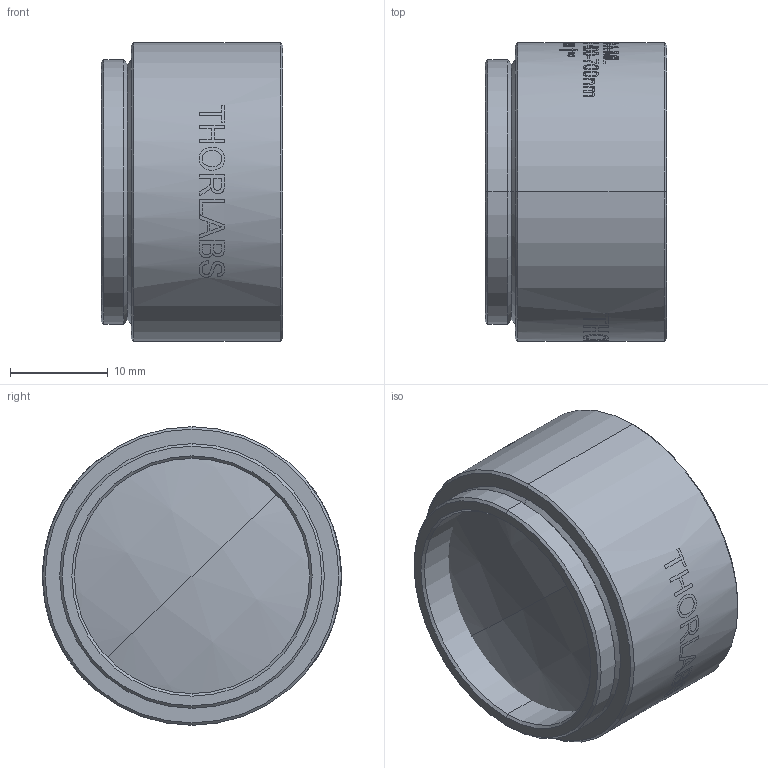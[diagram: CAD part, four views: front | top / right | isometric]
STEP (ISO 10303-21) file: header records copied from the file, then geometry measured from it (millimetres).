
FILE_DESCRIPTION (( 'STEP AP203' ), '1' );
FILE_NAME ('20587-E0W.STEP', '2015-03-10T17:58:56', ( 'admin' ), ( '' ), 'SwSTEP 2.0', 'SolidWorks 2014', '' );
FILE_SCHEMA (( 'CONFIG_CONTROL_DESIGN' ));
Length unit declared in the file: inch
Products named in the file (1): 20587-E0W
Bounding box: 18.51 x 30.48 x 30.48 mm (x, y, z)
Volume: 8999.7 mm3; surface area: 7100 mm2
Topology: 4 solids, 4 shells, 183 faces, 931 edges, 856 vertices
Faces by surface type: cylinder 119, cone 34, plane 13, bspline 9, sphere 8
Entity records: 18751 total; most frequent: CARTESIAN_POINT 11446, ORIENTED_EDGE 1862, DIRECTION 1083, EDGE_CURVE 931, VERTEX_POINT 856, B_SPLINE_CURVE_WITH_KNOTS 440, AXIS2_PLACEMENT_3D 439, EDGE_LOOP 287
